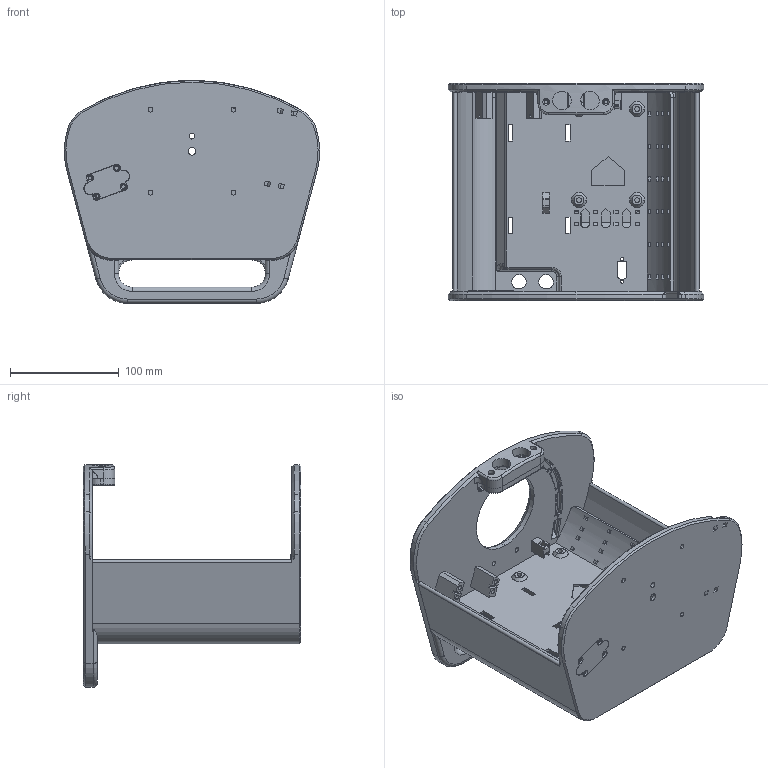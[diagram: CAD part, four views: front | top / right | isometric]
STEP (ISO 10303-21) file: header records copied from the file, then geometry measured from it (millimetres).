
FILE_DESCRIPTION (( 'STEP AP203' ), '1' );
FILE_NAME ('ACE D4 ENCLOSURE REV 1.STEP', '2023-03-11T19:16:00', ( '' ), ( '' ), 'SwSTEP 2.0', 'SolidWorks 2020', '' );
FILE_SCHEMA (( 'CONFIG_CONTROL_DESIGN' ));
Length unit declared in the file: millimetre
Products named in the file (1): ACE D4 ENCLOSURE REV 1
Bounding box: 234.99 x 200 x 205 mm (x, y, z)
Volume: 835309.1 mm3; surface area: 357865.7 mm2
Topology: 5 solids, 5 shells, 942 faces, 2576 edges, 1644 vertices
Faces by surface type: plane 465, cylinder 313, cone 97, torus 36, bspline 25, sphere 6
Entity records: 32014 total; most frequent: CARTESIAN_POINT 7613, ORIENTED_EDGE 5128, DIRECTION 5035, EDGE_CURVE 2564, AXIS2_PLACEMENT_3D 1756, VERTEX_POINT 1644, VECTOR 1523, LINE 1523
